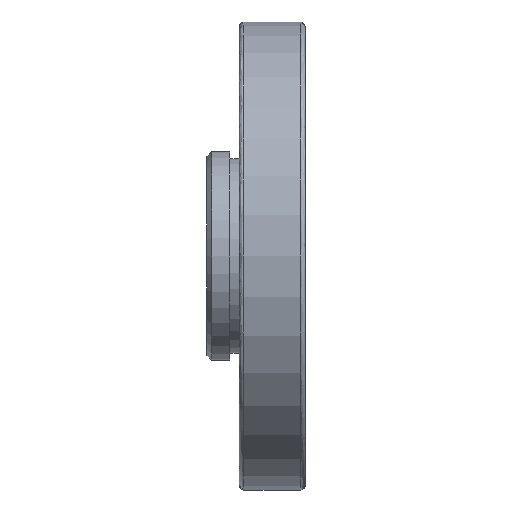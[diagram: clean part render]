
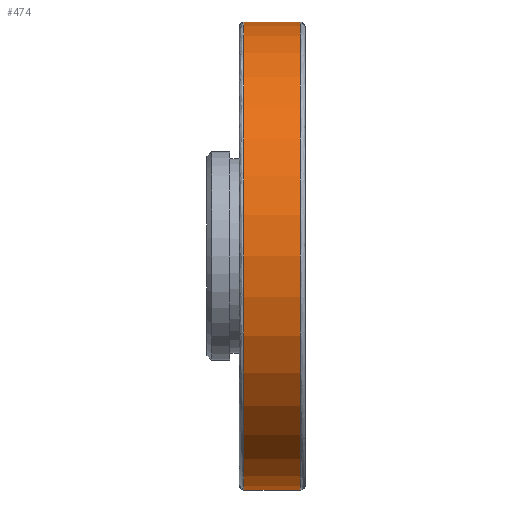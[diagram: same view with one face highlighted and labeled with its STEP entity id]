
A CAD part, front view. The second image highlights one B-rep face of the part: STEP entity #474.
In plain terms, the highlighted cylindrical face has radius 15.25 mm (diameter 30.5 mm), a full revolution.
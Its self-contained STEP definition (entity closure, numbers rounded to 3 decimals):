
#5 = CARTESIAN_POINT ( 'NONE',  ( -0.3, 0., 0. ) ) ;
#9 = DIRECTION ( 'NONE',  ( -1., 0., 0. ) ) ;
#22 = FACE_OUTER_BOUND ( 'NONE', #482, .T. ) ;
#48 = AXIS2_PLACEMENT_3D ( 'NONE', #504, #144, #518 ) ;
#62 = EDGE_CURVE ( 'NONE', #408, #408, #191, .T. ) ;
#108 = AXIS2_PLACEMENT_3D ( 'NONE', #5, #9, #290 ) ;
#137 = FACE_OUTER_BOUND ( 'NONE', #209, .T. ) ;
#144 = DIRECTION ( 'NONE',  ( 1., 0., 0. ) ) ;
#175 = DIRECTION ( 'NONE',  ( 0., 0., 1. ) ) ;
#191 = CIRCLE ( 'NONE', #108, 15.25 ) ;
#209 = EDGE_LOOP ( 'NONE', ( #585 ) ) ;
#269 = AXIS2_PLACEMENT_3D ( 'NONE', #496, #448, #175 ) ;
#290 = DIRECTION ( 'NONE',  ( 0., 0., -1. ) ) ;
#295 = CARTESIAN_POINT ( 'NONE',  ( -0.3, 0., -15.25 ) ) ;
#339 = CIRCLE ( 'NONE', #269, 15.25 ) ;
#408 = VERTEX_POINT ( 'NONE', #295 ) ;
#430 = EDGE_CURVE ( 'NONE', #681, #681, #339, .T. ) ;
#448 = DIRECTION ( 'NONE',  ( -1., 0., 0. ) ) ;
#461 = ORIENTED_EDGE ( 'NONE', *, *, #430, .F. ) ;
#474 = ADVANCED_FACE ( 'NONE', ( #22, #137 ), #675, .T. ) ;
#482 = EDGE_LOOP ( 'NONE', ( #461 ) ) ;
#496 = CARTESIAN_POINT ( 'NONE',  ( -4., 0., 0. ) ) ;
#504 = CARTESIAN_POINT ( 'NONE',  ( 0., 0., 0. ) ) ;
#518 = DIRECTION ( 'NONE',  ( 0., 0., -1. ) ) ;
#535 = CARTESIAN_POINT ( 'NONE',  ( -4., 0., 15.25 ) ) ;
#585 = ORIENTED_EDGE ( 'NONE', *, *, #62, .T. ) ;
#675 = CYLINDRICAL_SURFACE ( 'NONE', #48, 15.25 ) ;
#681 = VERTEX_POINT ( 'NONE', #535 ) ;
